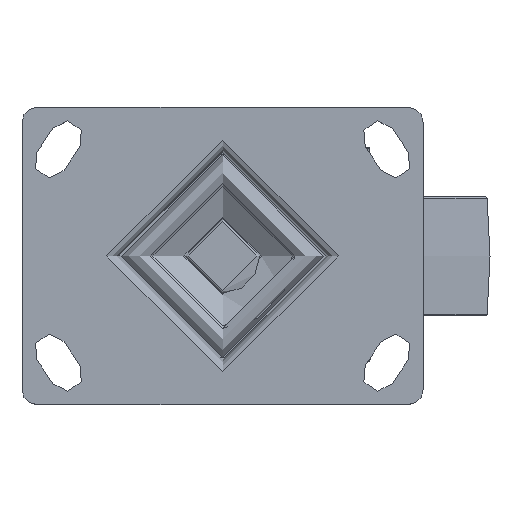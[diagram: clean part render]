
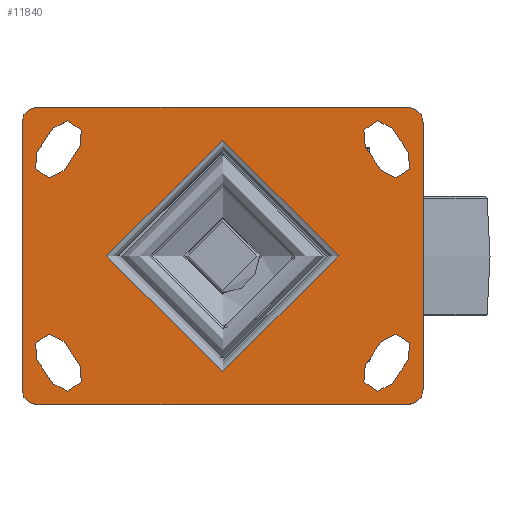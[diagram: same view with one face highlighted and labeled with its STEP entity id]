
A CAD part, top view. The second image highlights one B-rep face of the part: STEP entity #11840.
In plain terms, the highlighted planar face has unit normal (0, 0, 1).
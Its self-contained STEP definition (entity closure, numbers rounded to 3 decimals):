
#1126=FACE_BOUND('',#2626,.T.);
#1127=FACE_BOUND('',#2627,.T.);
#1128=FACE_BOUND('',#2628,.T.);
#1129=FACE_BOUND('',#2629,.T.);
#1130=FACE_BOUND('',#2630,.T.);
#1281=PLANE('',#13095);
#1852=FACE_OUTER_BOUND('',#2625,.T.);
#2625=EDGE_LOOP('',(#9487,#9488,#9489,#9490,#9491,#9492,#9493,#9494));
#2626=EDGE_LOOP('',(#9495,#9496,#9497,#9498));
#2627=EDGE_LOOP('',(#9499,#9500,#9501,#9502));
#2628=EDGE_LOOP('',(#9503,#9504,#9505,#9506));
#2629=EDGE_LOOP('',(#9507,#9508,#9509,#9510));
#2630=EDGE_LOOP('',(#9511));
#3351=LINE('',#20547,#4088);
#3353=LINE('',#20550,#4090);
#3355=LINE('',#20553,#4092);
#3357=LINE('',#20556,#4094);
#3359=LINE('',#20559,#4096);
#3361=LINE('',#20562,#4098);
#3363=LINE('',#20565,#4100);
#3365=LINE('',#20568,#4102);
#3366=LINE('',#20570,#4103);
#3368=LINE('',#20573,#4105);
#3369=LINE('',#20574,#4106);
#3370=LINE('',#20575,#4107);
#4088=VECTOR('',#15196,1000.);
#4090=VECTOR('',#15200,1000.);
#4092=VECTOR('',#15204,1000.);
#4094=VECTOR('',#15208,1000.);
#4096=VECTOR('',#15212,1000.);
#4098=VECTOR('',#15216,1000.);
#4100=VECTOR('',#15220,1000.);
#4102=VECTOR('',#15224,1000.);
#4103=VECTOR('',#15227,1000.);
#4105=VECTOR('',#15231,1000.);
#4106=VECTOR('',#15232,1000.);
#4107=VECTOR('',#15233,1000.);
#4787=CIRCLE('',#12914,39.);
#4900=CIRCLE('',#13051,5.);
#4902=CIRCLE('',#13054,5.);
#4904=CIRCLE('',#13057,5.);
#4906=CIRCLE('',#13060,5.);
#4909=CIRCLE('',#13064,5.5);
#4910=CIRCLE('',#13066,5.5);
#4913=CIRCLE('',#13070,5.5);
#4914=CIRCLE('',#13072,5.5);
#4917=CIRCLE('',#13076,5.5);
#4918=CIRCLE('',#13078,5.5);
#4921=CIRCLE('',#13082,5.5);
#4922=CIRCLE('',#13084,5.5);
#5493=VERTEX_POINT('',#20080);
#5660=VERTEX_POINT('',#20438);
#5661=VERTEX_POINT('',#20439);
#5664=VERTEX_POINT('',#20447);
#5665=VERTEX_POINT('',#20448);
#5668=VERTEX_POINT('',#20456);
#5669=VERTEX_POINT('',#20457);
#5672=VERTEX_POINT('',#20465);
#5673=VERTEX_POINT('',#20466);
#5678=VERTEX_POINT('',#20477);
#5679=VERTEX_POINT('',#20479);
#5680=VERTEX_POINT('',#20483);
#5681=VERTEX_POINT('',#20484);
#5686=VERTEX_POINT('',#20495);
#5687=VERTEX_POINT('',#20497);
#5688=VERTEX_POINT('',#20501);
#5689=VERTEX_POINT('',#20502);
#5694=VERTEX_POINT('',#20513);
#5695=VERTEX_POINT('',#20515);
#5696=VERTEX_POINT('',#20519);
#5697=VERTEX_POINT('',#20520);
#5702=VERTEX_POINT('',#20531);
#5703=VERTEX_POINT('',#20533);
#5704=VERTEX_POINT('',#20537);
#5705=VERTEX_POINT('',#20538);
#6829=EDGE_CURVE('',#5493,#5493,#4787,.T.);
#7008=EDGE_CURVE('',#5660,#5661,#4900,.T.);
#7012=EDGE_CURVE('',#5664,#5665,#4902,.T.);
#7016=EDGE_CURVE('',#5668,#5669,#4904,.T.);
#7020=EDGE_CURVE('',#5672,#5673,#4906,.T.);
#7026=EDGE_CURVE('',#5679,#5678,#4909,.T.);
#7028=EDGE_CURVE('',#5680,#5681,#4910,.T.);
#7034=EDGE_CURVE('',#5687,#5686,#4913,.T.);
#7036=EDGE_CURVE('',#5688,#5689,#4914,.T.);
#7042=EDGE_CURVE('',#5695,#5694,#4917,.T.);
#7044=EDGE_CURVE('',#5696,#5697,#4918,.T.);
#7050=EDGE_CURVE('',#5703,#5702,#4921,.T.);
#7052=EDGE_CURVE('',#5704,#5705,#4922,.T.);
#7057=EDGE_CURVE('',#5702,#5704,#3351,.T.);
#7059=EDGE_CURVE('',#5705,#5703,#3353,.T.);
#7061=EDGE_CURVE('',#5694,#5696,#3355,.T.);
#7063=EDGE_CURVE('',#5697,#5695,#3357,.T.);
#7065=EDGE_CURVE('',#5686,#5688,#3359,.T.);
#7067=EDGE_CURVE('',#5689,#5687,#3361,.T.);
#7069=EDGE_CURVE('',#5678,#5680,#3363,.T.);
#7071=EDGE_CURVE('',#5681,#5679,#3365,.T.);
#7072=EDGE_CURVE('',#5673,#5660,#3366,.T.);
#7074=EDGE_CURVE('',#5669,#5672,#3368,.T.);
#7075=EDGE_CURVE('',#5665,#5668,#3369,.T.);
#7076=EDGE_CURVE('',#5661,#5664,#3370,.T.);
#9487=ORIENTED_EDGE('',*,*,#7020,.F.);
#9488=ORIENTED_EDGE('',*,*,#7074,.F.);
#9489=ORIENTED_EDGE('',*,*,#7016,.F.);
#9490=ORIENTED_EDGE('',*,*,#7075,.F.);
#9491=ORIENTED_EDGE('',*,*,#7012,.F.);
#9492=ORIENTED_EDGE('',*,*,#7076,.F.);
#9493=ORIENTED_EDGE('',*,*,#7008,.F.);
#9494=ORIENTED_EDGE('',*,*,#7072,.F.);
#9495=ORIENTED_EDGE('',*,*,#7050,.T.);
#9496=ORIENTED_EDGE('',*,*,#7057,.T.);
#9497=ORIENTED_EDGE('',*,*,#7052,.T.);
#9498=ORIENTED_EDGE('',*,*,#7059,.T.);
#9499=ORIENTED_EDGE('',*,*,#7042,.T.);
#9500=ORIENTED_EDGE('',*,*,#7061,.T.);
#9501=ORIENTED_EDGE('',*,*,#7044,.T.);
#9502=ORIENTED_EDGE('',*,*,#7063,.T.);
#9503=ORIENTED_EDGE('',*,*,#7034,.T.);
#9504=ORIENTED_EDGE('',*,*,#7065,.T.);
#9505=ORIENTED_EDGE('',*,*,#7036,.T.);
#9506=ORIENTED_EDGE('',*,*,#7067,.T.);
#9507=ORIENTED_EDGE('',*,*,#7026,.T.);
#9508=ORIENTED_EDGE('',*,*,#7069,.T.);
#9509=ORIENTED_EDGE('',*,*,#7028,.T.);
#9510=ORIENTED_EDGE('',*,*,#7071,.T.);
#9511=ORIENTED_EDGE('',*,*,#6829,.F.);
#11840=ADVANCED_FACE('',(#1852,#1126,#1127,#1128,#1129,#1130),#1281,.T.);
#12914=AXIS2_PLACEMENT_3D('',#20081,#14771,#14772);
#13051=AXIS2_PLACEMENT_3D('',#20440,#15099,#15100);
#13054=AXIS2_PLACEMENT_3D('',#20449,#15107,#15108);
#13057=AXIS2_PLACEMENT_3D('',#20458,#15115,#15116);
#13060=AXIS2_PLACEMENT_3D('',#20467,#15123,#15124);
#13064=AXIS2_PLACEMENT_3D('',#20480,#15134,#15135);
#13066=AXIS2_PLACEMENT_3D('',#20485,#15139,#15140);
#13070=AXIS2_PLACEMENT_3D('',#20498,#15150,#15151);
#13072=AXIS2_PLACEMENT_3D('',#20503,#15155,#15156);
#13076=AXIS2_PLACEMENT_3D('',#20516,#15166,#15167);
#13078=AXIS2_PLACEMENT_3D('',#20521,#15171,#15172);
#13082=AXIS2_PLACEMENT_3D('',#20534,#15182,#15183);
#13084=AXIS2_PLACEMENT_3D('',#20539,#15187,#15188);
#13095=AXIS2_PLACEMENT_3D('',#20572,#15229,#15230);
#14771=DIRECTION('center_axis',(0.,0.,1.));
#14772=DIRECTION('ref_axis',(0.,-1.,0.));
#15099=DIRECTION('center_axis',(0.,0.,-1.));
#15100=DIRECTION('ref_axis',(0.707,0.707,0.));
#15107=DIRECTION('center_axis',(0.,0.,-1.));
#15108=DIRECTION('ref_axis',(0.707,-0.707,0.));
#15115=DIRECTION('center_axis',(0.,0.,-1.));
#15116=DIRECTION('ref_axis',(-0.707,-0.707,0.));
#15123=DIRECTION('center_axis',(0.,0.,-1.));
#15124=DIRECTION('ref_axis',(-0.707,0.707,0.));
#15134=DIRECTION('center_axis',(0.,0.,-1.));
#15135=DIRECTION('ref_axis',(-1.,0.,0.));
#15139=DIRECTION('center_axis',(0.,0.,-1.));
#15140=DIRECTION('ref_axis',(-1.,0.,0.));
#15150=DIRECTION('center_axis',(0.,0.,-1.));
#15151=DIRECTION('ref_axis',(1.,0.,0.));
#15155=DIRECTION('center_axis',(0.,0.,-1.));
#15156=DIRECTION('ref_axis',(1.,0.,0.));
#15166=DIRECTION('center_axis',(0.,0.,-1.));
#15167=DIRECTION('ref_axis',(1.,0.,0.));
#15171=DIRECTION('center_axis',(0.,0.,-1.));
#15172=DIRECTION('ref_axis',(1.,0.,0.));
#15182=DIRECTION('center_axis',(0.,0.,-1.));
#15183=DIRECTION('ref_axis',(-1.,0.,0.));
#15187=DIRECTION('center_axis',(0.,0.,-1.));
#15188=DIRECTION('ref_axis',(-1.,0.,0.));
#15196=DIRECTION('',(0.555,0.832,0.));
#15200=DIRECTION('',(-0.555,-0.832,0.));
#15204=DIRECTION('',(-0.555,0.832,0.));
#15208=DIRECTION('',(0.555,-0.832,0.));
#15212=DIRECTION('',(-0.555,-0.832,0.));
#15216=DIRECTION('',(0.555,0.832,0.));
#15220=DIRECTION('',(0.555,-0.832,0.));
#15224=DIRECTION('',(-0.555,0.832,0.));
#15227=DIRECTION('',(1.,0.,0.));
#15229=DIRECTION('center_axis',(0.,0.,1.));
#15230=DIRECTION('ref_axis',(1.,0.,0.));
#15231=DIRECTION('',(0.,1.,0.));
#15232=DIRECTION('',(-1.,0.,0.));
#15233=DIRECTION('',(0.,-1.,0.));
#20080=CARTESIAN_POINT('',(39.,0.,0.));
#20081=CARTESIAN_POINT('Origin',(0.,0.,0.));
#20438=CARTESIAN_POINT('',(62.5,50.,0.));
#20439=CARTESIAN_POINT('',(67.5,45.,0.));
#20440=CARTESIAN_POINT('Origin',(62.5,45.,0.));
#20447=CARTESIAN_POINT('',(67.5,-45.,0.));
#20448=CARTESIAN_POINT('',(62.5,-50.,0.));
#20449=CARTESIAN_POINT('Origin',(62.5,-45.,0.));
#20456=CARTESIAN_POINT('',(-62.5,-50.,0.));
#20457=CARTESIAN_POINT('',(-67.5,-45.,0.));
#20458=CARTESIAN_POINT('Origin',(-62.5,-45.,0.));
#20465=CARTESIAN_POINT('',(-67.5,45.,0.));
#20466=CARTESIAN_POINT('',(-62.5,50.,0.));
#20467=CARTESIAN_POINT('Origin',(-62.5,45.,0.));
#20477=CARTESIAN_POINT('',(57.15,42.938,0.));
#20479=CARTESIAN_POINT('',(48.,36.838,0.));
#20480=CARTESIAN_POINT('Origin',(52.5,40.,0.));
#20483=CARTESIAN_POINT('',(62.5,34.912,0.));
#20484=CARTESIAN_POINT('',(53.35,28.812,0.));
#20485=CARTESIAN_POINT('Origin',(58.,31.75,0.));
#20495=CARTESIAN_POINT('',(-48.,36.838,0.));
#20497=CARTESIAN_POINT('',(-57.15,42.938,0.));
#20498=CARTESIAN_POINT('Origin',(-52.5,40.,0.));
#20501=CARTESIAN_POINT('',(-53.35,28.812,0.));
#20502=CARTESIAN_POINT('',(-62.5,34.912,0.));
#20503=CARTESIAN_POINT('Origin',(-58.,31.75,0.));
#20513=CARTESIAN_POINT('',(-57.15,-42.938,0.));
#20515=CARTESIAN_POINT('',(-48.,-36.838,0.));
#20516=CARTESIAN_POINT('Origin',(-52.5,-40.,0.));
#20519=CARTESIAN_POINT('',(-62.5,-34.912,0.));
#20520=CARTESIAN_POINT('',(-53.35,-28.812,0.));
#20521=CARTESIAN_POINT('Origin',(-58.,-31.75,0.));
#20531=CARTESIAN_POINT('',(48.,-36.838,0.));
#20533=CARTESIAN_POINT('',(57.15,-42.938,0.));
#20534=CARTESIAN_POINT('Origin',(52.5,-40.,0.));
#20537=CARTESIAN_POINT('',(53.35,-28.812,0.));
#20538=CARTESIAN_POINT('',(62.5,-34.912,0.));
#20539=CARTESIAN_POINT('Origin',(58.,-31.75,0.));
#20547=CARTESIAN_POINT('',(50.454,-33.157,0.));
#20550=CARTESIAN_POINT('',(59.604,-39.257,0.));
#20553=CARTESIAN_POINT('',(-59.604,-39.257,0.));
#20556=CARTESIAN_POINT('',(-50.454,-33.157,0.));
#20559=CARTESIAN_POINT('',(-50.454,33.157,0.));
#20562=CARTESIAN_POINT('',(-59.604,39.257,0.));
#20565=CARTESIAN_POINT('',(59.604,39.257,0.));
#20568=CARTESIAN_POINT('',(50.454,33.157,0.));
#20570=CARTESIAN_POINT('',(0.,50.,0.));
#20572=CARTESIAN_POINT('Origin',(0.,0.,0.));
#20573=CARTESIAN_POINT('',(-67.5,0.,0.));
#20574=CARTESIAN_POINT('',(0.,-50.,0.));
#20575=CARTESIAN_POINT('',(67.5,0.,0.));
